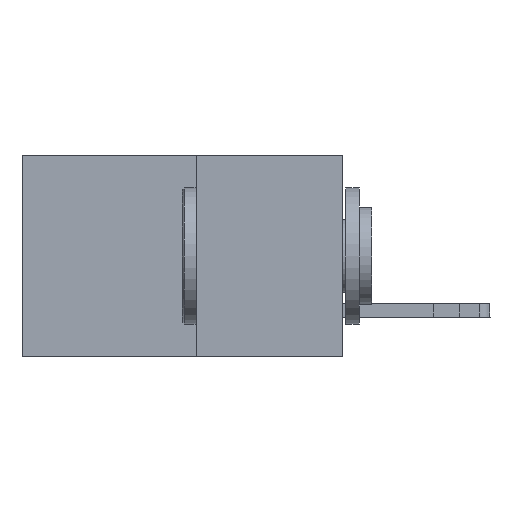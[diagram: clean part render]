
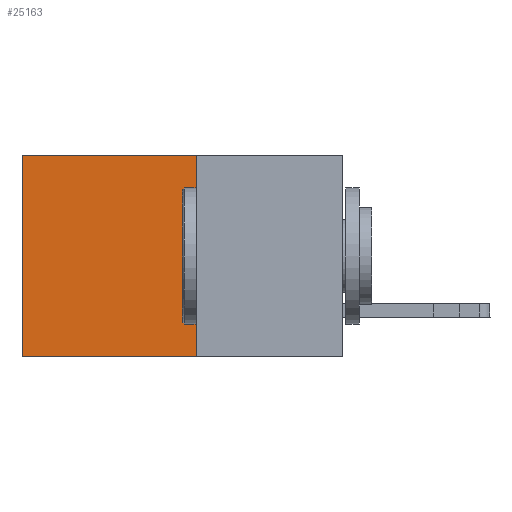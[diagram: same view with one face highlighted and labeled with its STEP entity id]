
A CAD part, left-side view. The second image highlights one B-rep face of the part: STEP entity #25163.
In plain terms, the highlighted planar face has unit normal (-1, 0, 0).
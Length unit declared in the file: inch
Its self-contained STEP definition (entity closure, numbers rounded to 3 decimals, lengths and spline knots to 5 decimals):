
#411 = DIRECTION ( 'NONE',  ( 0., 1., 0. ) ) ;
#836 = AXIS2_PLACEMENT_3D ( 'NONE', #27512, #11111, #15821 ) ;
#902 = VERTEX_POINT ( 'NONE', #9797 ) ;
#1679 = CARTESIAN_POINT ( 'NONE',  ( 0.277, 0.27, -0.37 ) ) ;
#1704 = DIRECTION ( 'NONE',  ( 0., 0., -1. ) ) ;
#2151 = FACE_OUTER_BOUND ( 'NONE', #23067, .T. ) ;
#2987 = LINE ( 'NONE', #5409, #26468 ) ;
#3572 = VECTOR ( 'NONE', #12617, 39.37008 ) ;
#5409 = CARTESIAN_POINT ( 'NONE',  ( 0.277, 0.27, 0. ) ) ;
#6680 = CARTESIAN_POINT ( 'NONE',  ( 0.277, 0.59, -0.37 ) ) ;
#6949 = VECTOR ( 'NONE', #15195, 39.37008 ) ;
#8534 = PLANE ( 'NONE',  #836 ) ;
#9062 = VECTOR ( 'NONE', #1704, 39.37008 ) ;
#9797 = CARTESIAN_POINT ( 'NONE',  ( 0.277, 0.59, -0.37 ) ) ;
#10487 = CARTESIAN_POINT ( 'NONE',  ( 0.277, 0.27, -0.37 ) ) ;
#10811 = LINE ( 'NONE', #6680, #9062 ) ;
#11111 = DIRECTION ( 'NONE',  ( 1., 0., 0. ) ) ;
#11898 = EDGE_CURVE ( 'NONE', #28554, #13971, #2987, .T. ) ;
#12617 = DIRECTION ( 'NONE',  ( 0., 1., 0. ) ) ;
#13460 = ORIENTED_EDGE ( 'NONE', *, *, #23834, .T. ) ;
#13971 = VERTEX_POINT ( 'NONE', #20710 ) ;
#15195 = DIRECTION ( 'NONE',  ( 0., 0., -1. ) ) ;
#15821 = DIRECTION ( 'NONE',  ( 0., 0., -1. ) ) ;
#15995 = CARTESIAN_POINT ( 'NONE',  ( 0.277, 0.27, 0. ) ) ;
#17751 = ORIENTED_EDGE ( 'NONE', *, *, #19701, .F. ) ;
#18227 = VERTEX_POINT ( 'NONE', #29219 ) ;
#19701 = EDGE_CURVE ( 'NONE', #18227, #902, #26590, .T. ) ;
#19865 = EDGE_CURVE ( 'NONE', #28554, #18227, #29322, .T. ) ;
#20710 = CARTESIAN_POINT ( 'NONE',  ( 0.277, 0.59, 0. ) ) ;
#21056 = ORIENTED_EDGE ( 'NONE', *, *, #11898, .T. ) ;
#23067 = EDGE_LOOP ( 'NONE', ( #13460, #17751, #25689, #21056 ) ) ;
#23834 = EDGE_CURVE ( 'NONE', #13971, #902, #10811, .T. ) ;
#25163 = ADVANCED_FACE ( 'NONE', ( #2151 ), #8534, .F. ) ;
#25689 = ORIENTED_EDGE ( 'NONE', *, *, #19865, .F. ) ;
#26468 = VECTOR ( 'NONE', #411, 39.37008 ) ;
#26590 = LINE ( 'NONE', #10487, #3572 ) ;
#27512 = CARTESIAN_POINT ( 'NONE',  ( 0.277, 0.27, -0.37 ) ) ;
#28554 = VERTEX_POINT ( 'NONE', #15995 ) ;
#29219 = CARTESIAN_POINT ( 'NONE',  ( 0.277, 0.27, -0.37 ) ) ;
#29322 = LINE ( 'NONE', #1679, #6949 ) ;
